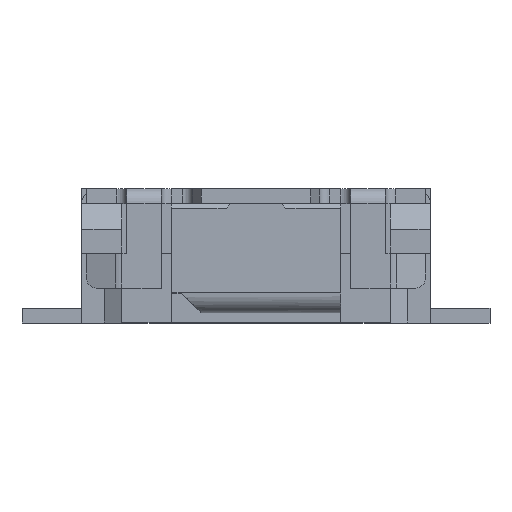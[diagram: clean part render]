
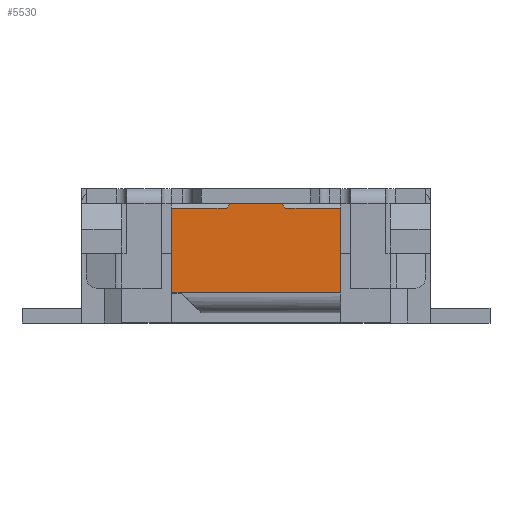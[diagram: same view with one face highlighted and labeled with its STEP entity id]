
A CAD part, top view. The second image highlights one B-rep face of the part: STEP entity #5530.
In plain terms, the highlighted planar face has unit normal (0, 0, 1).
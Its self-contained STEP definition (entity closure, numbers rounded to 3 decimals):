
#97 = VERTEX_POINT ( 'NONE', #8178 ) ;
#175 = EDGE_CURVE ( 'NONE', #8055, #1660, #3677, .T. ) ;
#240 = ORIENTED_EDGE ( 'NONE', *, *, #6811, .F. ) ;
#327 = EDGE_CURVE ( 'NONE', #1707, #3883, #3903, .T. ) ;
#354 = CARTESIAN_POINT ( 'NONE',  ( 0.25, 1.2, 2.1 ) ) ;
#703 = CARTESIAN_POINT ( 'NONE',  ( -0.75, 0.3, 2.1 ) ) ;
#717 = CARTESIAN_POINT ( 'NONE',  ( -0.85, 1.15, 2.1 ) ) ;
#738 = VERTEX_POINT ( 'NONE', #717 ) ;
#827 = CARTESIAN_POINT ( 'NONE',  ( 0.3, 1.15, 2.1 ) ) ;
#1065 = DIRECTION ( 'NONE',  ( 0., -1., 0. ) ) ;
#1184 = ORIENTED_EDGE ( 'NONE', *, *, #8331, .T. ) ;
#1539 = CARTESIAN_POINT ( 'NONE',  ( -0.3, 1.15, 2.1 ) ) ;
#1640 = DIRECTION ( 'NONE',  ( 1., 0., 0. ) ) ;
#1660 = VERTEX_POINT ( 'NONE', #2834 ) ;
#1707 = VERTEX_POINT ( 'NONE', #8436 ) ;
#1800 = ORIENTED_EDGE ( 'NONE', *, *, #7279, .F. ) ;
#2038 = EDGE_CURVE ( 'NONE', #4550, #1707, #5834, .T. ) ;
#2064 = VERTEX_POINT ( 'NONE', #6806 ) ;
#2114 = LINE ( 'NONE', #7183, #5039 ) ;
#2361 = LINE ( 'NONE', #5523, #7992 ) ;
#2390 = DIRECTION ( 'NONE',  ( -1., 0., 0. ) ) ;
#2475 = DIRECTION ( 'NONE',  ( 0.707, 0.707, 0. ) ) ;
#2631 = PLANE ( 'NONE',  #4423 ) ;
#2656 = DIRECTION ( 'NONE',  ( 0.707, -0.707, 0. ) ) ;
#2834 = CARTESIAN_POINT ( 'NONE',  ( -0.25, 1.2, 2.1 ) ) ;
#2850 = ORIENTED_EDGE ( 'NONE', *, *, #5796, .F. ) ;
#3131 = ORIENTED_EDGE ( 'NONE', *, *, #327, .F. ) ;
#3157 = LINE ( 'NONE', #4740, #6110 ) ;
#3331 = CARTESIAN_POINT ( 'NONE',  ( 0.85, 1.2, 2.1 ) ) ;
#3677 = LINE ( 'NONE', #1539, #6755 ) ;
#3781 = VECTOR ( 'NONE', #2390, 1000. ) ;
#3883 = VERTEX_POINT ( 'NONE', #5889 ) ;
#3903 = LINE ( 'NONE', #6795, #6866 ) ;
#4095 = DIRECTION ( 'NONE',  ( 0., -1., 0. ) ) ;
#4382 = VERTEX_POINT ( 'NONE', #703 ) ;
#4423 = AXIS2_PLACEMENT_3D ( 'NONE', #3331, #7312, #8057 ) ;
#4434 = CARTESIAN_POINT ( 'NONE',  ( -0.85, 1.2, 2.1 ) ) ;
#4452 = EDGE_LOOP ( 'NONE', ( #240, #3131, #7390, #6162, #5727, #6197, #1184, #2850, #1800 ) ) ;
#4550 = VERTEX_POINT ( 'NONE', #354 ) ;
#4740 = CARTESIAN_POINT ( 'NONE',  ( 0.85, 1.2, 2.1 ) ) ;
#4990 = VECTOR ( 'NONE', #1065, 1000. ) ;
#5023 = FACE_OUTER_BOUND ( 'NONE', #4452, .T. ) ;
#5039 = VECTOR ( 'NONE', #1640, 1000. ) ;
#5224 = CARTESIAN_POINT ( 'NONE',  ( -0.85, 0.3, 2.1 ) ) ;
#5523 = CARTESIAN_POINT ( 'NONE',  ( 0.85, 1.2, 2.1 ) ) ;
#5530 = ADVANCED_FACE ( 'NONE', ( #5023 ), #2631, .F. ) ;
#5727 = ORIENTED_EDGE ( 'NONE', *, *, #175, .F. ) ;
#5796 = EDGE_CURVE ( 'NONE', #4382, #2064, #8043, .T. ) ;
#5834 = LINE ( 'NONE', #827, #8577 ) ;
#5889 = CARTESIAN_POINT ( 'NONE',  ( 0.85, 1.15, 2.1 ) ) ;
#5934 = DIRECTION ( 'NONE',  ( -1., 0., 0. ) ) ;
#6110 = VECTOR ( 'NONE', #4095, 1000. ) ;
#6162 = ORIENTED_EDGE ( 'NONE', *, *, #8698, .T. ) ;
#6197 = ORIENTED_EDGE ( 'NONE', *, *, #8652, .F. ) ;
#6396 = CARTESIAN_POINT ( 'NONE',  ( 0.85, 0.3, 2.1 ) ) ;
#6590 = LINE ( 'NONE', #6396, #3781 ) ;
#6674 = DIRECTION ( 'NONE',  ( 1., 0., 0. ) ) ;
#6755 = VECTOR ( 'NONE', #2475, 1000. ) ;
#6795 = CARTESIAN_POINT ( 'NONE',  ( 0.85, 1.15, 2.1 ) ) ;
#6806 = CARTESIAN_POINT ( 'NONE',  ( -0.85, 0.3, 2.1 ) ) ;
#6811 = EDGE_CURVE ( 'NONE', #3883, #97, #3157, .T. ) ;
#6853 = DIRECTION ( 'NONE',  ( -1., 0., 0. ) ) ;
#6866 = VECTOR ( 'NONE', #6674, 1000. ) ;
#7183 = CARTESIAN_POINT ( 'NONE',  ( -0.85, 1.15, 2.1 ) ) ;
#7279 = EDGE_CURVE ( 'NONE', #97, #4382, #6590, .T. ) ;
#7312 = DIRECTION ( 'NONE',  ( 0., 0., -1. ) ) ;
#7390 = ORIENTED_EDGE ( 'NONE', *, *, #2038, .F. ) ;
#7862 = LINE ( 'NONE', #4434, #4990 ) ;
#7992 = VECTOR ( 'NONE', #6853, 1000. ) ;
#8043 = LINE ( 'NONE', #5224, #8252 ) ;
#8055 = VERTEX_POINT ( 'NONE', #8468 ) ;
#8057 = DIRECTION ( 'NONE',  ( -1., 0., 0. ) ) ;
#8178 = CARTESIAN_POINT ( 'NONE',  ( 0.85, 0.3, 2.1 ) ) ;
#8252 = VECTOR ( 'NONE', #5934, 1000. ) ;
#8331 = EDGE_CURVE ( 'NONE', #738, #2064, #7862, .T. ) ;
#8436 = CARTESIAN_POINT ( 'NONE',  ( 0.3, 1.15, 2.1 ) ) ;
#8468 = CARTESIAN_POINT ( 'NONE',  ( -0.3, 1.15, 2.1 ) ) ;
#8577 = VECTOR ( 'NONE', #2656, 1000. ) ;
#8652 = EDGE_CURVE ( 'NONE', #738, #8055, #2114, .T. ) ;
#8698 = EDGE_CURVE ( 'NONE', #4550, #1660, #2361, .T. ) ;
